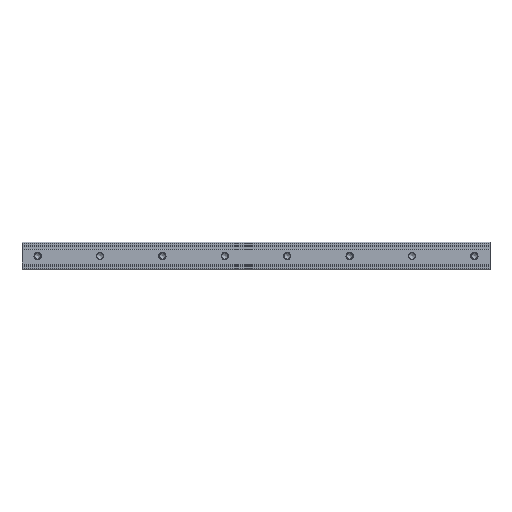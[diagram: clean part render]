
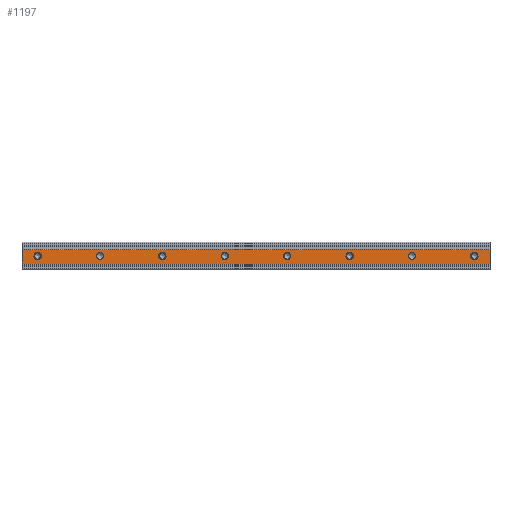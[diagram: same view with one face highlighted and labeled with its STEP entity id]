
A CAD part, front view. The second image highlights one B-rep face of the part: STEP entity #1197.
In plain terms, the highlighted planar face has unit normal (0, -1, 0).
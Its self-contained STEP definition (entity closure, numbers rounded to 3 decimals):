
#55=FACE_BOUND('',#306,.T.);
#56=FACE_BOUND('',#307,.T.);
#57=FACE_BOUND('',#308,.T.);
#58=FACE_BOUND('',#309,.T.);
#59=FACE_BOUND('',#310,.T.);
#60=FACE_BOUND('',#311,.T.);
#61=FACE_BOUND('',#312,.T.);
#62=FACE_BOUND('',#313,.T.);
#183=FACE_OUTER_BOUND('',#305,.T.);
#305=EDGE_LOOP('',(#1015,#1016,#1017,#1018));
#306=EDGE_LOOP('',(#1019));
#307=EDGE_LOOP('',(#1020));
#308=EDGE_LOOP('',(#1021));
#309=EDGE_LOOP('',(#1022));
#310=EDGE_LOOP('',(#1023));
#311=EDGE_LOOP('',(#1024));
#312=EDGE_LOOP('',(#1025));
#313=EDGE_LOOP('',(#1026));
#344=CIRCLE('',#1252,7.);
#350=CIRCLE('',#1263,7.);
#356=CIRCLE('',#1274,7.);
#362=CIRCLE('',#1285,7.);
#368=CIRCLE('',#1296,7.);
#374=CIRCLE('',#1307,7.);
#380=CIRCLE('',#1318,7.);
#386=CIRCLE('',#1329,7.);
#403=LINE('',#1781,#483);
#448=LINE('',#2031,#528);
#450=LINE('',#2035,#530);
#451=LINE('',#2036,#531);
#483=VECTOR('',#1391,28.);
#528=VECTOR('',#1690,900.);
#530=VECTOR('',#1694,900.);
#531=VECTOR('',#1695,28.);
#571=VERTEX_POINT('',#1778);
#572=VERTEX_POINT('',#1780);
#601=VERTEX_POINT('',#1876);
#607=VERTEX_POINT('',#1893);
#613=VERTEX_POINT('',#1910);
#619=VERTEX_POINT('',#1927);
#625=VERTEX_POINT('',#1944);
#631=VERTEX_POINT('',#1961);
#637=VERTEX_POINT('',#1978);
#643=VERTEX_POINT('',#1995);
#650=VERTEX_POINT('',#2030);
#651=VERTEX_POINT('',#2034);
#683=EDGE_CURVE('',#572,#571,#403,.T.);
#729=EDGE_CURVE('',#601,#601,#344,.T.);
#735=EDGE_CURVE('',#607,#607,#350,.T.);
#741=EDGE_CURVE('',#613,#613,#356,.T.);
#747=EDGE_CURVE('',#619,#619,#362,.T.);
#753=EDGE_CURVE('',#625,#625,#368,.T.);
#759=EDGE_CURVE('',#631,#631,#374,.T.);
#765=EDGE_CURVE('',#637,#637,#380,.T.);
#771=EDGE_CURVE('',#643,#643,#386,.T.);
#784=EDGE_CURVE('',#650,#572,#448,.T.);
#786=EDGE_CURVE('',#651,#571,#450,.T.);
#787=EDGE_CURVE('',#651,#650,#451,.T.);
#1015=ORIENTED_EDGE('',*,*,#683,.T.);
#1016=ORIENTED_EDGE('',*,*,#786,.F.);
#1017=ORIENTED_EDGE('',*,*,#787,.T.);
#1018=ORIENTED_EDGE('',*,*,#784,.T.);
#1019=ORIENTED_EDGE('',*,*,#765,.T.);
#1020=ORIENTED_EDGE('',*,*,#759,.T.);
#1021=ORIENTED_EDGE('',*,*,#753,.T.);
#1022=ORIENTED_EDGE('',*,*,#747,.T.);
#1023=ORIENTED_EDGE('',*,*,#741,.T.);
#1024=ORIENTED_EDGE('',*,*,#735,.T.);
#1025=ORIENTED_EDGE('',*,*,#729,.T.);
#1026=ORIENTED_EDGE('',*,*,#771,.T.);
#1115=PLANE('',#1345);
#1197=ADVANCED_FACE('',(#183,#55,#56,#57,#58,#59,#60,#61,#62),#1115,.T.);
#1252=AXIS2_PLACEMENT_3D('',#1877,#1492,#1493);
#1263=AXIS2_PLACEMENT_3D('',#1894,#1514,#1515);
#1274=AXIS2_PLACEMENT_3D('',#1911,#1536,#1537);
#1285=AXIS2_PLACEMENT_3D('',#1928,#1558,#1559);
#1296=AXIS2_PLACEMENT_3D('',#1945,#1580,#1581);
#1307=AXIS2_PLACEMENT_3D('',#1962,#1602,#1603);
#1318=AXIS2_PLACEMENT_3D('',#1979,#1624,#1625);
#1329=AXIS2_PLACEMENT_3D('',#1996,#1646,#1647);
#1345=AXIS2_PLACEMENT_3D('',#2033,#1692,#1693);
#1391=DIRECTION('',(0.,0.,1.));
#1492=DIRECTION('center_axis',(0.,1.,0.));
#1493=DIRECTION('ref_axis',(-1.,0.,0.));
#1514=DIRECTION('center_axis',(0.,1.,0.));
#1515=DIRECTION('ref_axis',(-1.,0.,0.));
#1536=DIRECTION('center_axis',(0.,1.,0.));
#1537=DIRECTION('ref_axis',(-1.,0.,0.));
#1558=DIRECTION('center_axis',(0.,1.,0.));
#1559=DIRECTION('ref_axis',(-1.,0.,0.));
#1580=DIRECTION('center_axis',(0.,1.,0.));
#1581=DIRECTION('ref_axis',(-1.,0.,0.));
#1602=DIRECTION('center_axis',(0.,1.,0.));
#1603=DIRECTION('ref_axis',(-1.,0.,0.));
#1624=DIRECTION('center_axis',(0.,1.,0.));
#1625=DIRECTION('ref_axis',(-1.,0.,0.));
#1646=DIRECTION('center_axis',(0.,1.,0.));
#1647=DIRECTION('ref_axis',(-1.,0.,0.));
#1690=DIRECTION('',(1.,0.,0.));
#1692=DIRECTION('center_axis',(0.,-1.,0.));
#1693=DIRECTION('ref_axis',(0.,0.,-1.));
#1694=DIRECTION('',(1.,0.,0.));
#1695=DIRECTION('',(0.,0.,-1.));
#1778=CARTESIAN_POINT('',(900.,0.,12.5));
#1780=CARTESIAN_POINT('',(900.,0.,-15.5));
#1781=CARTESIAN_POINT('',(900.,0.,-0.752));
#1876=CARTESIAN_POINT('',(37.,0.,0.));
#1877=CARTESIAN_POINT('Origin',(30.,0.,0.));
#1893=CARTESIAN_POINT('',(157.,0.,0.));
#1894=CARTESIAN_POINT('Origin',(150.,0.,0.));
#1910=CARTESIAN_POINT('',(277.,0.,0.));
#1911=CARTESIAN_POINT('Origin',(270.,0.,0.));
#1927=CARTESIAN_POINT('',(397.,0.,0.));
#1928=CARTESIAN_POINT('Origin',(390.,0.,0.));
#1944=CARTESIAN_POINT('',(517.,0.,0.));
#1945=CARTESIAN_POINT('Origin',(510.,0.,0.));
#1961=CARTESIAN_POINT('',(637.,0.,0.));
#1962=CARTESIAN_POINT('Origin',(630.,0.,0.));
#1978=CARTESIAN_POINT('',(757.,0.,0.));
#1979=CARTESIAN_POINT('Origin',(750.,0.,0.));
#1995=CARTESIAN_POINT('',(877.,0.,0.));
#1996=CARTESIAN_POINT('Origin',(870.,0.,0.));
#2030=CARTESIAN_POINT('',(0.,0.,-15.5));
#2031=CARTESIAN_POINT('',(0.,0.,-15.5));
#2033=CARTESIAN_POINT('Origin',(0.,0.,-1.5));
#2034=CARTESIAN_POINT('',(0.,0.,12.5));
#2035=CARTESIAN_POINT('',(0.,0.,12.5));
#2036=CARTESIAN_POINT('',(0.,0.,12.5));
